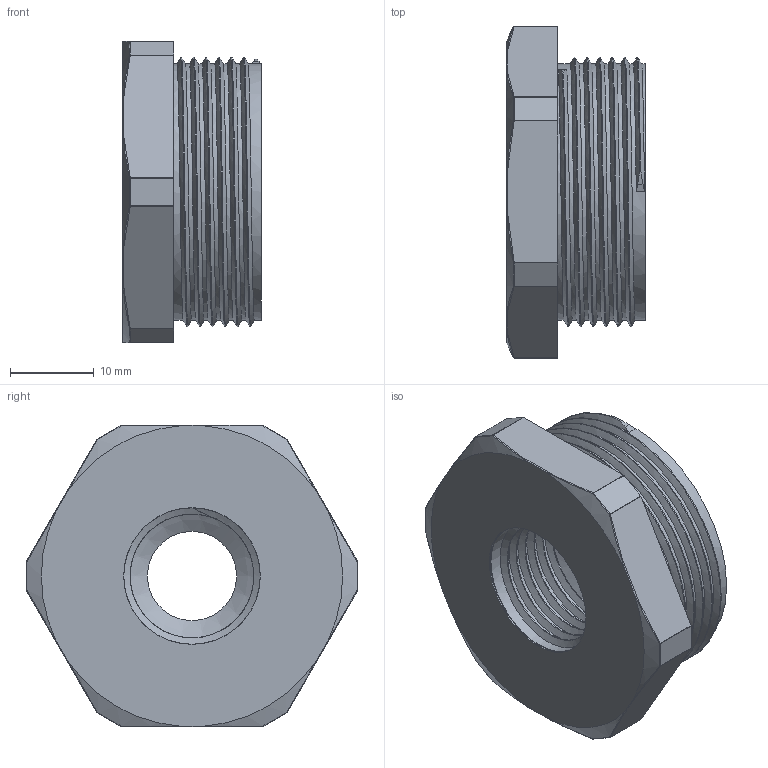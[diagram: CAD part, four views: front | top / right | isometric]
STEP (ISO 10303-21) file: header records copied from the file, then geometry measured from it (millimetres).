
FILE_DESCRIPTION(/* description */ ('Reduzierung sechskant M/M 32x1,5/16x1,5'),/* implementation_level */ '2;1');
FILE_NAME(/* name */ '11083216-RST.stp',/* time_stamp */ '2020-04-27T12:11:18+02:00',/* author */ ('sl'),/* organization */ (''),/* preprocessor_version */ 'ST-DEVELOPER v16.5',/* originating_system */ 'Autodesk Inventor 2017',/* authorisation */ '');
FILE_SCHEMA (('AUTOMOTIVE_DESIGN { 1 0 10303 214 3 1 1 }'));
Length unit declared in the file: millimetre
Products named in the file (1): 11083216
Bounding box: 16.6 x 39.66 x 36 mm (x, y, z)
Volume: 7332.6 mm3; surface area: 7089.3 mm2
Topology: 1 solids, 1 shells, 89 faces, 211 edges, 128 vertices
Faces by surface type: cylinder 33, plane 20, bspline 16, sphere 12, cone 7, torus 1
Full cylindrical faces by diameter (mm): 10.65 x1, 16.312 x5, 16.332 x1, 19.8 x1, 27.2 x1, 30.678 x6
Entity records: 4855 total; most frequent: CARTESIAN_POINT 3215, ORIENTED_EDGE 336, DIRECTION 308, EDGE_CURVE 168, AXIS2_PLACEMENT_3D 132, VERTEX_POINT 104, EDGE_LOOP 94, FACE_OUTER_BOUND 79
